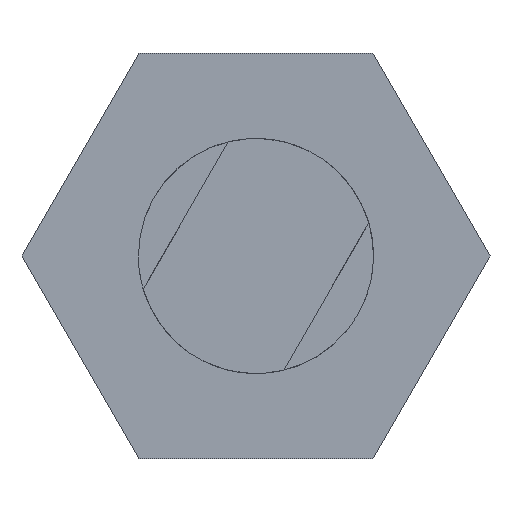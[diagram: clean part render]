
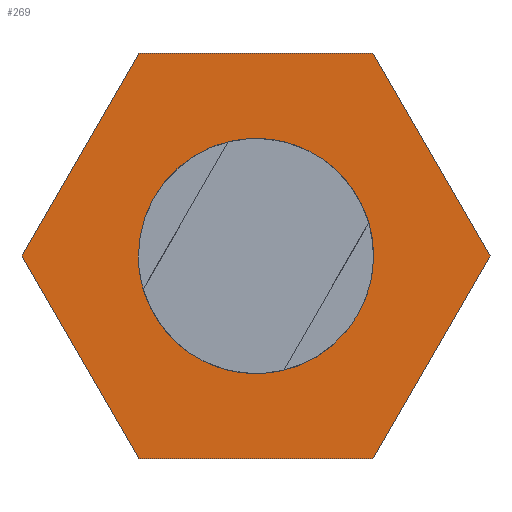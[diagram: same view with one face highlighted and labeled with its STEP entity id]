
A CAD part, front view. The second image highlights one B-rep face of the part: STEP entity #269.
In plain terms, the highlighted planar face has unit normal (0, -1, 0).
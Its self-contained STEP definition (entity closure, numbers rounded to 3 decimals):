
#19=FACE_BOUND('',#53,.T.);
#27=CIRCLE('',#305,2.9);
#35=FACE_OUTER_BOUND('',#52,.T.);
#52=EDGE_LOOP('',(#212,#213,#214,#215,#216,#217));
#53=EDGE_LOOP('',(#218));
#71=LINE('',#431,#99);
#72=LINE('',#433,#100);
#73=LINE('',#435,#101);
#74=LINE('',#437,#102);
#75=LINE('',#439,#103);
#76=LINE('',#440,#104);
#99=VECTOR('',#358,10.);
#100=VECTOR('',#359,10.);
#101=VECTOR('',#360,10.);
#102=VECTOR('',#361,10.);
#103=VECTOR('',#362,10.);
#104=VECTOR('',#363,10.);
#128=VERTEX_POINT('',#425);
#129=VERTEX_POINT('',#429);
#130=VERTEX_POINT('',#430);
#131=VERTEX_POINT('',#432);
#132=VERTEX_POINT('',#434);
#133=VERTEX_POINT('',#436);
#134=VERTEX_POINT('',#438);
#157=EDGE_CURVE('',#128,#128,#27,.T.);
#159=EDGE_CURVE('',#129,#130,#71,.T.);
#160=EDGE_CURVE('',#131,#129,#72,.T.);
#161=EDGE_CURVE('',#132,#131,#73,.T.);
#162=EDGE_CURVE('',#133,#132,#74,.T.);
#163=EDGE_CURVE('',#134,#133,#75,.T.);
#164=EDGE_CURVE('',#130,#134,#76,.T.);
#212=ORIENTED_EDGE('',*,*,#159,.F.);
#213=ORIENTED_EDGE('',*,*,#160,.F.);
#214=ORIENTED_EDGE('',*,*,#161,.F.);
#215=ORIENTED_EDGE('',*,*,#162,.F.);
#216=ORIENTED_EDGE('',*,*,#163,.F.);
#217=ORIENTED_EDGE('',*,*,#164,.F.);
#218=ORIENTED_EDGE('',*,*,#157,.T.);
#254=PLANE('',#306);
#269=ADVANCED_FACE('',(#35,#19),#254,.F.);
#305=AXIS2_PLACEMENT_3D('',#426,#353,#354);
#306=AXIS2_PLACEMENT_3D('',#428,#356,#357);
#353=DIRECTION('center_axis',(0.,1.,0.));
#354=DIRECTION('ref_axis',(1.,0.,0.));
#356=DIRECTION('center_axis',(0.,1.,0.));
#357=DIRECTION('ref_axis',(-1.,0.,0.));
#358=DIRECTION('',(1.,0.,0.));
#359=DIRECTION('',(0.5,0.,0.866));
#360=DIRECTION('',(-0.5,0.,0.866));
#361=DIRECTION('',(-1.,0.,0.));
#362=DIRECTION('',(-0.5,0.,-0.866));
#363=DIRECTION('',(0.5,0.,-0.866));
#425=CARTESIAN_POINT('',(-2.9,35.,0.));
#426=CARTESIAN_POINT('Origin',(0.,35.,0.));
#428=CARTESIAN_POINT('Origin',(0.,35.,0.));
#429=CARTESIAN_POINT('',(-2.887,35.,5.));
#430=CARTESIAN_POINT('',(2.887,35.,5.));
#431=CARTESIAN_POINT('',(-2.887,35.,5.));
#432=CARTESIAN_POINT('',(-5.774,35.,0.));
#433=CARTESIAN_POINT('',(-5.774,35.,0.));
#434=CARTESIAN_POINT('',(-2.887,35.,-5.));
#435=CARTESIAN_POINT('',(-2.887,35.,-5.));
#436=CARTESIAN_POINT('',(2.887,35.,-5.));
#437=CARTESIAN_POINT('',(2.887,35.,-5.));
#438=CARTESIAN_POINT('',(5.774,35.,0.));
#439=CARTESIAN_POINT('',(5.774,35.,0.));
#440=CARTESIAN_POINT('',(2.887,35.,5.));
